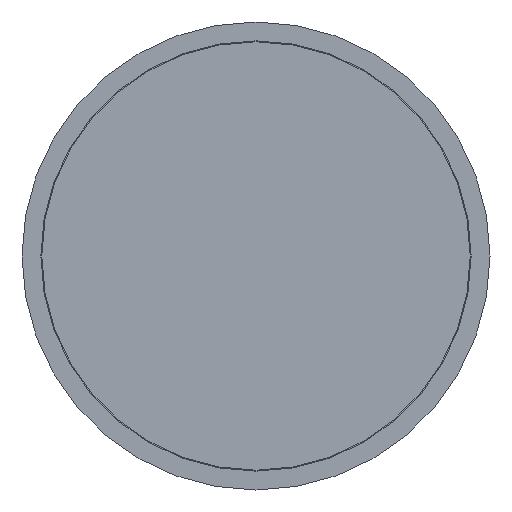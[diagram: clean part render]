
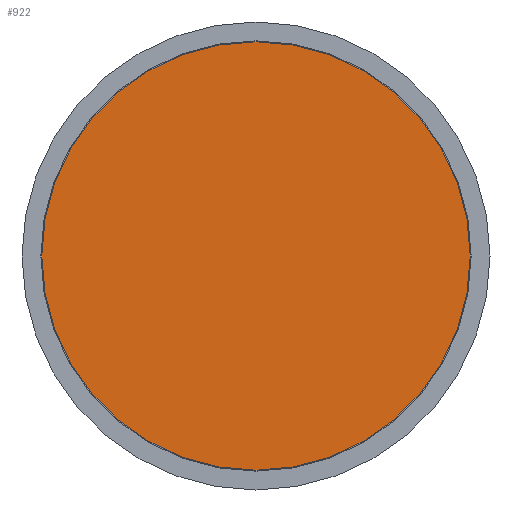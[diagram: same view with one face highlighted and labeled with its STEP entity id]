
A CAD part, front view. The second image highlights one B-rep face of the part: STEP entity #922.
In plain terms, the highlighted planar face has unit normal (0, -1, 0).
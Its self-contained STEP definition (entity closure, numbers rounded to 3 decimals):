
#11 = DIRECTION ( 'NONE',  ( 0., -1., 0. ) ) ;
#193 = CARTESIAN_POINT ( 'NONE',  ( 56.75, 0., 0. ) ) ;
#233 = ORIENTED_EDGE ( 'NONE', *, *, #612, .T. ) ;
#261 = CARTESIAN_POINT ( 'NONE',  ( 0., 0., 0. ) ) ;
#282 = DIRECTION ( 'NONE',  ( -1., 0., 0. ) ) ;
#339 = VERTEX_POINT ( 'NONE', #193 ) ;
#360 = PLANE ( 'NONE',  #984 ) ;
#374 = AXIS2_PLACEMENT_3D ( 'NONE', #261, #11, #561 ) ;
#392 = EDGE_LOOP ( 'NONE', ( #233 ) ) ;
#447 = FACE_OUTER_BOUND ( 'NONE', #392, .T. ) ;
#561 = DIRECTION ( 'NONE',  ( 1., 0., 0. ) ) ;
#612 = EDGE_CURVE ( 'NONE', #339, #339, #670, .T. ) ;
#670 = CIRCLE ( 'NONE', #374, 56.75 ) ;
#676 = DIRECTION ( 'NONE',  ( 0., 1., 0. ) ) ;
#922 = ADVANCED_FACE ( 'NONE', ( #447 ), #360, .F. ) ;
#984 = AXIS2_PLACEMENT_3D ( 'NONE', #992, #676, #282 ) ;
#992 = CARTESIAN_POINT ( 'NONE',  ( -56.75, 0., 0. ) ) ;
